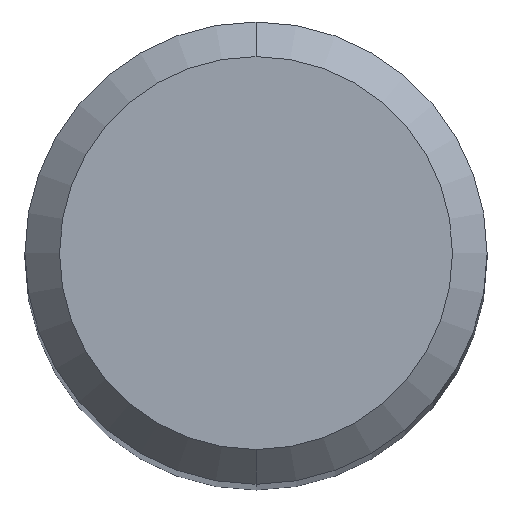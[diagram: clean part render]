
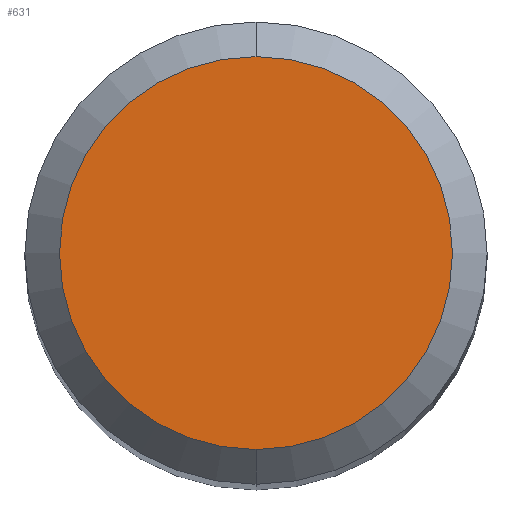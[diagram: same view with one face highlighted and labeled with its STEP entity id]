
A CAD part, top view. The second image highlights one B-rep face of the part: STEP entity #631.
In plain terms, the highlighted planar face has unit normal (0, 0, 1).
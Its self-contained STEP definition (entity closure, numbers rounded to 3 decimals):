
#449=EDGE_CURVE('',#793,#621,#1124,.T.);
#451=EDGE_CURVE('',#621,#793,#1126,.T.);
#621=VERTEX_POINT('',#1314);
#631=ADVANCED_FACE('',(#1325),#1326,.T.);
#793=VERTEX_POINT('',#1498);
#1124=CIRCLE('',#2240,1.7);
#1126=CIRCLE('',#2243,1.7);
#1314=CARTESIAN_POINT('',(0.,-1.7,0.0));
#1325=FACE_OUTER_BOUND('',#2833,.T.);
#1326=PLANE('',#2834);
#1498=CARTESIAN_POINT('',(0.0,1.7,0.0));
#2240=AXIS2_PLACEMENT_3D('',#4708,#4709,#4710);
#2243=AXIS2_PLACEMENT_3D('',#4711,#4712,#4713);
#2833=EDGE_LOOP('',(#4948,#4949));
#2834=AXIS2_PLACEMENT_3D('',#4950,#4951,#4952);
#4708=CARTESIAN_POINT('',(0.0,0.0,0.0));
#4709=DIRECTION('',(0.0,0.0,-1.0));
#4710=DIRECTION('',(0.0,1.0,0.0));
#4711=CARTESIAN_POINT('',(0.0,0.0,0.0));
#4712=DIRECTION('',(0.0,0.0,-1.0));
#4713=DIRECTION('',(0.0,1.0,0.0));
#4948=ORIENTED_EDGE('',*,*,#449,.F.);
#4949=ORIENTED_EDGE('',*,*,#451,.F.);
#4950=CARTESIAN_POINT('',(0.0,0.85,0.0));
#4951=DIRECTION('',(-0.0,0.0,1.0));
#4952=DIRECTION('',(0.0,-1.0,0.0));
